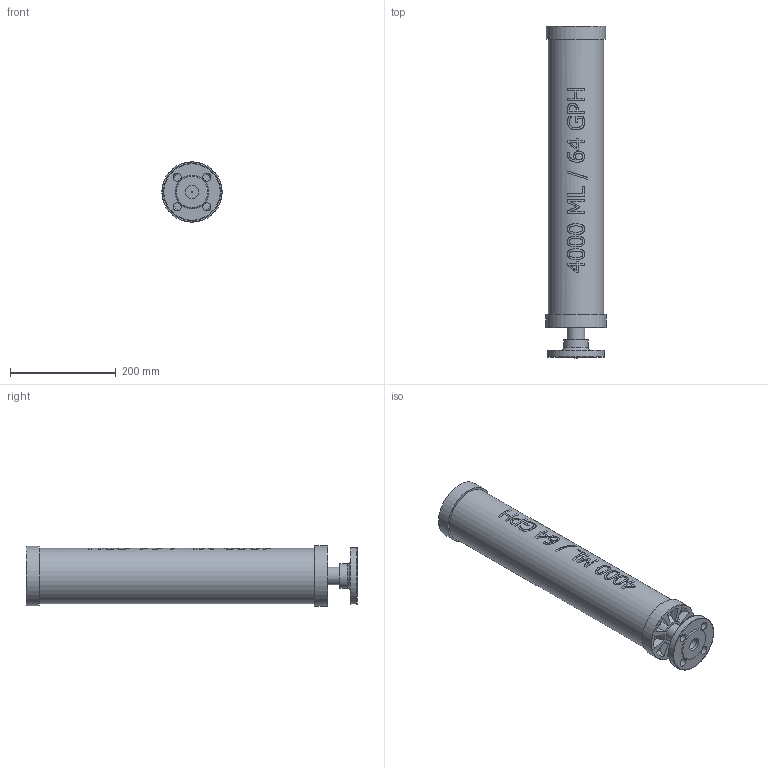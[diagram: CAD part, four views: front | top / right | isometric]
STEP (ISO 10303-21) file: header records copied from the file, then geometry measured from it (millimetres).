
FILE_DESCRIPTION((''),'2;1');
FILE_NAME('PV#3-4000-F_R0.iam.stp','2016-10-13T14:10:14',(''),(''),'Autodesk Inventor 2009','Autodesk Inventor 2009','');
FILE_SCHEMA(('AUTOMOTIVE_DESIGN { 1 0 10303 214 1 1 1 1 }'));
Length unit declared in the file: inch
Products named in the file (7): PV#3-4000-F_R0; PV-SW-4000_R2; PV-4000-TUBE_R0; PV-DC-4000; SA-10FLG-PVC_R0; FLG-10PVC_R0; PIPE-10PVC_R0
Assembly tree (6 placements, depth 3):
  PV#3-4000-F_R0
    PV-SW-4000_R2
    PV-4000-TUBE_R0
    PV-DC-4000
    SA-10FLG-PVC_R0
      FLG-10PVC_R0
      PIPE-10PVC_R0
Bounding box: 114.3 x 628.65 x 114.3 mm (x, y, z)
Volume: 839997.6 mm3; surface area: 479393.4 mm2
Topology: 5 solids, 5 shells, 267 faces, 666 edges, 440 vertices
Faces by surface type: bspline 125, plane 96, cylinder 30, cone 16
Full cylindrical faces by diameter (mm): 15.875 x1, 24.308 x1, 29.362 x1, 33.401 x1, 98.45 x1, 100.711 x1, 101.727 x1, 104.775 x1, 105.41 x1, 112.7 x1, 114.3 x1
Entity records: 46123 total; most frequent: CARTESIAN_POINT 40464, ORIENTED_EDGE 1266, DIRECTION 804, EDGE_CURVE 633, VERTEX_POINT 436, EDGE_LOOP 345, AXIS2_PLACEMENT_3D 285, FACE_OUTER_BOUND 267
